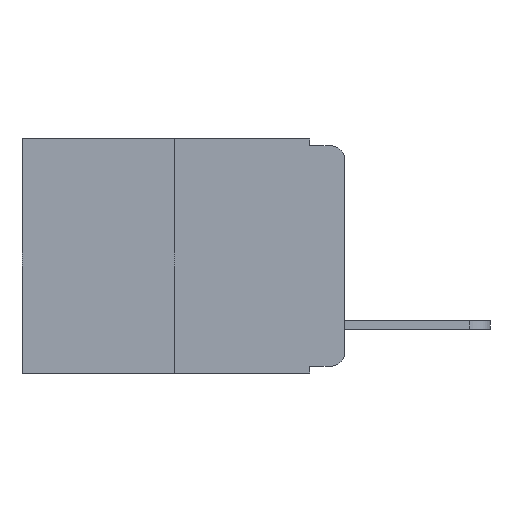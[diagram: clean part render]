
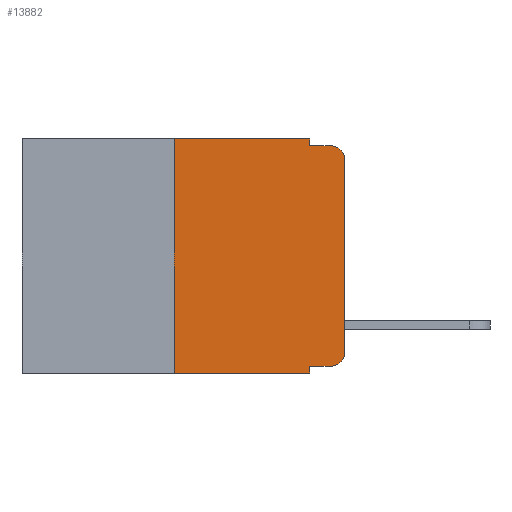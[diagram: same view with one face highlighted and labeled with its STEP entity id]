
A CAD part, left-side view. The second image highlights one B-rep face of the part: STEP entity #13882.
In plain terms, the highlighted planar face has unit normal (-1, 0, 0).
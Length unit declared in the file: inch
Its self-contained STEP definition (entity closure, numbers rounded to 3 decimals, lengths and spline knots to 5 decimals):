
#268 = AXIS2_PLACEMENT_3D ( 'NONE', #15814, #10948, #15765 ) ;
#607 = VERTEX_POINT ( 'NONE', #6191 ) ;
#717 = VERTEX_POINT ( 'NONE', #5171 ) ;
#742 = CARTESIAN_POINT ( 'NONE',  ( 0., 0.051, -0.333 ) ) ;
#743 = CARTESIAN_POINT ( 'NONE',  ( 0., 0.25, 0. ) ) ;
#1165 = AXIS2_PLACEMENT_3D ( 'NONE', #12032, #12137, #4650 ) ;
#1280 = DIRECTION ( 'NONE',  ( 0., -1., 0. ) ) ;
#1767 = CARTESIAN_POINT ( 'NONE',  ( 0., 0., -0.03 ) ) ;
#2309 = FACE_OUTER_BOUND ( 'NONE', #15316, .T. ) ;
#2512 = CARTESIAN_POINT ( 'NONE',  ( 0., 0.051, -0.333 ) ) ;
#2625 = ORIENTED_EDGE ( 'NONE', *, *, #6379, .T. ) ;
#2702 = ORIENTED_EDGE ( 'NONE', *, *, #11207, .F. ) ;
#2821 = DIRECTION ( 'NONE',  ( 0., 0., -1. ) ) ;
#2886 = EDGE_CURVE ( 'NONE', #5100, #10513, #13791, .T. ) ;
#3190 = VECTOR ( 'NONE', #10801, 39.37008 ) ;
#3382 = CARTESIAN_POINT ( 'NONE',  ( 0., 0.473, -0.343 ) ) ;
#3640 = LINE ( 'NONE', #2512, #8080 ) ;
#4650 = DIRECTION ( 'NONE',  ( 0., 0., -1. ) ) ;
#4960 = ORIENTED_EDGE ( 'NONE', *, *, #2886, .F. ) ;
#5031 = CARTESIAN_POINT ( 'NONE',  ( 0., 0., 0. ) ) ;
#5051 = VERTEX_POINT ( 'NONE', #15203 ) ;
#5100 = VERTEX_POINT ( 'NONE', #742 ) ;
#5171 = CARTESIAN_POINT ( 'NONE',  ( 0., 0.051, 0. ) ) ;
#5706 = EDGE_CURVE ( 'NONE', #7546, #5051, #15227, .T. ) ;
#5733 = LINE ( 'NONE', #13347, #11816 ) ;
#5792 = LINE ( 'NONE', #3382, #13131 ) ;
#5901 = DIRECTION ( 'NONE',  ( 0., 0., -1. ) ) ;
#6065 = DIRECTION ( 'NONE',  ( -1., 0., 0. ) ) ;
#6191 = CARTESIAN_POINT ( 'NONE',  ( 0., 0.051, -0.01 ) ) ;
#6379 = EDGE_CURVE ( 'NONE', #13606, #7370, #11985, .T. ) ;
#6965 = DIRECTION ( 'NONE',  ( 0., -1., 0. ) ) ;
#7035 = VECTOR ( 'NONE', #2821, 39.37008 ) ;
#7370 = VERTEX_POINT ( 'NONE', #9761 ) ;
#7396 = DIRECTION ( 'NONE',  ( 0., 0., 1. ) ) ;
#7546 = VERTEX_POINT ( 'NONE', #12516 ) ;
#7616 = EDGE_CURVE ( 'NONE', #607, #7370, #11545, .T. ) ;
#7617 = ORIENTED_EDGE ( 'NONE', *, *, #8551, .F. ) ;
#7685 = CARTESIAN_POINT ( 'NONE',  ( 0., 0.051, 0. ) ) ;
#7740 = DIRECTION ( 'NONE',  ( 0., 0., -1. ) ) ;
#7805 = VECTOR ( 'NONE', #7740, 39.37008 ) ;
#8080 = VECTOR ( 'NONE', #1280, 39.37008 ) ;
#8255 = ORIENTED_EDGE ( 'NONE', *, *, #13984, .T. ) ;
#8317 = ORIENTED_EDGE ( 'NONE', *, *, #7616, .F. ) ;
#8482 = VECTOR ( 'NONE', #7396, 39.37008 ) ;
#8543 = ORIENTED_EDGE ( 'NONE', *, *, #15469, .F. ) ;
#8551 = EDGE_CURVE ( 'NONE', #12756, #717, #5733, .T. ) ;
#9761 = CARTESIAN_POINT ( 'NONE',  ( 0., 0.02, -0.01 ) ) ;
#9848 = DIRECTION ( 'NONE',  ( 0., -1., 0. ) ) ;
#10513 = VERTEX_POINT ( 'NONE', #10721 ) ;
#10602 = CARTESIAN_POINT ( 'NONE',  ( 0., 0.25, -0.343 ) ) ;
#10721 = CARTESIAN_POINT ( 'NONE',  ( 0., 0.051, -0.343 ) ) ;
#10801 = DIRECTION ( 'NONE',  ( 0., 0., 1. ) ) ;
#10948 = DIRECTION ( 'NONE',  ( -1., 0., 0. ) ) ;
#10975 = VECTOR ( 'NONE', #15175, 39.37008 ) ;
#11052 = LINE ( 'NONE', #743, #3190 ) ;
#11137 = CARTESIAN_POINT ( 'NONE',  ( 0., 0.25, 0. ) ) ;
#11155 = VERTEX_POINT ( 'NONE', #10602 ) ;
#11207 = EDGE_CURVE ( 'NONE', #11155, #12756, #11052, .T. ) ;
#11414 = ORIENTED_EDGE ( 'NONE', *, *, #14718, .T. ) ;
#11545 = LINE ( 'NONE', #12945, #10975 ) ;
#11710 = AXIS2_PLACEMENT_3D ( 'NONE', #12059, #6065, #5901 ) ;
#11816 = VECTOR ( 'NONE', #9848, 39.37008 ) ;
#11985 = CIRCLE ( 'NONE', #11710, 0.02 ) ;
#12032 = CARTESIAN_POINT ( 'NONE',  ( 0., 0.473, 0. ) ) ;
#12059 = CARTESIAN_POINT ( 'NONE',  ( 0., 0.02, -0.03 ) ) ;
#12137 = DIRECTION ( 'NONE',  ( 1., 0., 0. ) ) ;
#12516 = CARTESIAN_POINT ( 'NONE',  ( 0., 0.02, -0.333 ) ) ;
#12756 = VERTEX_POINT ( 'NONE', #11137 ) ;
#12945 = CARTESIAN_POINT ( 'NONE',  ( 0., 0.051, -0.01 ) ) ;
#13131 = VECTOR ( 'NONE', #6965, 39.37008 ) ;
#13250 = EDGE_CURVE ( 'NONE', #11155, #10513, #5792, .T. ) ;
#13347 = CARTESIAN_POINT ( 'NONE',  ( 0., 0.473, 0. ) ) ;
#13606 = VERTEX_POINT ( 'NONE', #1767 ) ;
#13791 = LINE ( 'NONE', #7685, #7805 ) ;
#13882 = ADVANCED_FACE ( 'NONE', ( #2309 ), #14529, .F. ) ;
#13890 = LINE ( 'NONE', #15115, #7035 ) ;
#13984 = EDGE_CURVE ( 'NONE', #5051, #13606, #14472, .T. ) ;
#14407 = ORIENTED_EDGE ( 'NONE', *, *, #5706, .T. ) ;
#14472 = LINE ( 'NONE', #5031, #8482 ) ;
#14529 = PLANE ( 'NONE',  #1165 ) ;
#14609 = ORIENTED_EDGE ( 'NONE', *, *, #13250, .T. ) ;
#14718 = EDGE_CURVE ( 'NONE', #5100, #7546, #3640, .T. ) ;
#15115 = CARTESIAN_POINT ( 'NONE',  ( 0., 0.051, 0. ) ) ;
#15175 = DIRECTION ( 'NONE',  ( 0., -1., 0. ) ) ;
#15203 = CARTESIAN_POINT ( 'NONE',  ( 0., 0., -0.313 ) ) ;
#15227 = CIRCLE ( 'NONE', #268, 0.02 ) ;
#15316 = EDGE_LOOP ( 'NONE', ( #8255, #2625, #8317, #8543, #7617, #2702, #14609, #4960, #11414, #14407 ) ) ;
#15469 = EDGE_CURVE ( 'NONE', #717, #607, #13890, .T. ) ;
#15765 = DIRECTION ( 'NONE',  ( 0., 0., -1. ) ) ;
#15814 = CARTESIAN_POINT ( 'NONE',  ( 0., 0.02, -0.313 ) ) ;
